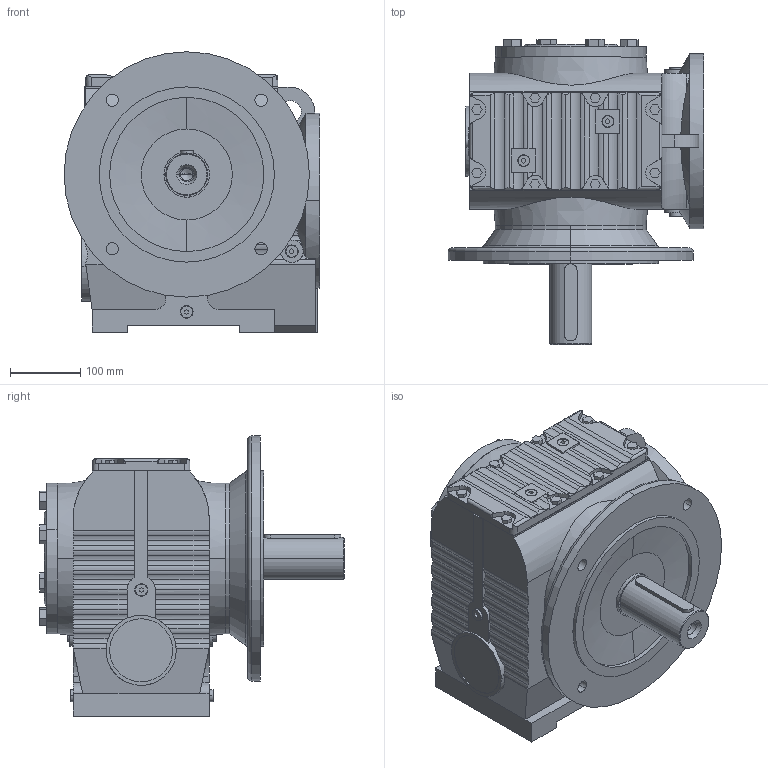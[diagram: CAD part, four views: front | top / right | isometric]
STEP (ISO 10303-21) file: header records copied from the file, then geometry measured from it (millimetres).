
FILE_DESCRIPTION(('STEP AP214'),'1');
FILE_NAME('cctmp_877BB0B1-044A-4A39-9526-89BE42DB34D8_2021_6_18_21_42_15_205..stp','2021-06-18T19:42:15',('SEW-EURODRIVE GmbH & Co KG'),('CADClick - www.CADClick.com'),'Spatial InterOp 3D postprocessed',' ','unknown authorization');
FILE_SCHEMA(('AUTOMOTIVE_DESIGN { 1 0 10303 214 1 1 1 1 }'));
Length unit declared in the file: millimetre
Products named in the file (13): 2021_06_18__21-42-15-174; 2021_06_18__21-42-15-142; 2021_06_18__21-42-15-111; 2021_06_18__21-42-15-080; 2021_06_18__21-42-15-049; 2021_06_18__21-42-15-017; 2021_06_18__21-42-14-986; 2021_06_18__21-42-14-955; 2021_06_18__21-42-14-924; 2021_06_18__21-42-14-892; 2021_06_18__21-42-14-861; 2021_06_18__21-42-14-830
Assembly tree (12 placements, depth 2):
  (unnamed)
    2021_06_18__21-42-15-174
    2021_06_18__21-42-15-142
    2021_06_18__21-42-15-111
    2021_06_18__21-42-15-080
    2021_06_18__21-42-15-049
    2021_06_18__21-42-15-017
    2021_06_18__21-42-14-986
    2021_06_18__21-42-14-955
    2021_06_18__21-42-14-924
    2021_06_18__21-42-14-892
    2021_06_18__21-42-14-861
    2021_06_18__21-42-14-830
Bounding box: 365 x 435 x 400 mm (x, y, z)
Volume: 27175524 mm3; surface area: 1035773 mm2
Topology: 12 solids, 12 shells, 688 faces, 1788 edges, 1177 vertices
Faces by surface type: plane 350, cylinder 306, cone 24, torus 8
Entity records: 26817 total; most frequent: CARTESIAN_POINT 7535, ORIENTED_EDGE 3572, DIRECTION 3441, EDGE_CURVE 1786, AXIS2_PLACEMENT_3D 1189, VERTEX_POINT 1177, LINE 1063, VECTOR 1063
